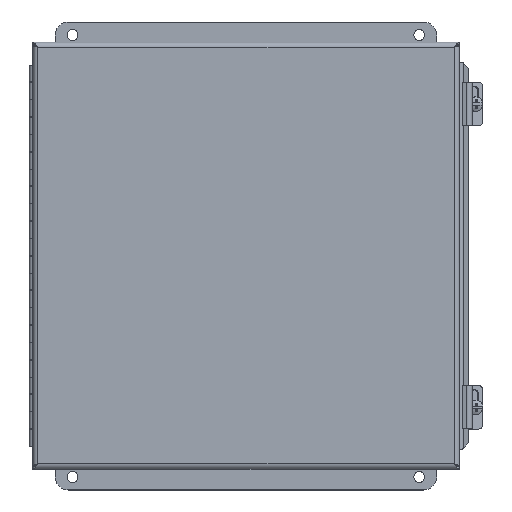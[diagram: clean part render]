
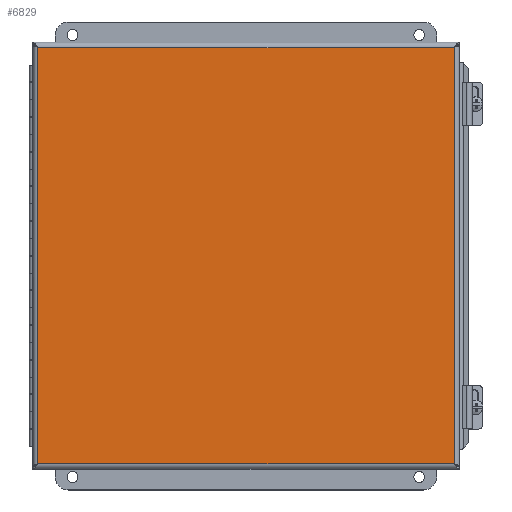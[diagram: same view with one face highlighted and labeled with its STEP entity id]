
A CAD part, top view. The second image highlights one B-rep face of the part: STEP entity #6829.
In plain terms, the highlighted face is planar.
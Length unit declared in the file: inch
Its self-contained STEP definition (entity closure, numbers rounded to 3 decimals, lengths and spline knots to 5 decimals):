
#660=PLANE('',#7526);
#970=FACE_OUTER_BOUND('',#1390,.T.);
#1390=EDGE_LOOP('',(#5577,#5578,#5579,#5580));
#2024=LINE('',#11535,#2634);
#2050=LINE('',#11770,#2660);
#2070=LINE('',#11868,#2680);
#2071=LINE('',#11871,#2681);
#2634=VECTOR('',#8851,0.3937);
#2660=VECTOR('',#8903,0.3937);
#2680=VECTOR('',#8963,0.3937);
#2681=VECTOR('',#8968,0.3937);
#3141=VERTEX_POINT('',#11315);
#3164=VERTEX_POINT('',#11447);
#3171=VERTEX_POINT('',#11534);
#3175=VERTEX_POINT('',#11671);
#3960=EDGE_CURVE('',#3171,#3164,#2024,.T.);
#3998=EDGE_CURVE('',#3141,#3175,#2050,.T.);
#4025=EDGE_CURVE('',#3164,#3141,#2070,.T.);
#4026=EDGE_CURVE('',#3175,#3171,#2071,.T.);
#5577=ORIENTED_EDGE('',*,*,#3960,.T.);
#5578=ORIENTED_EDGE('',*,*,#4025,.T.);
#5579=ORIENTED_EDGE('',*,*,#3998,.T.);
#5580=ORIENTED_EDGE('',*,*,#4026,.T.);
#6829=ADVANCED_FACE('',(#970),#660,.F.);
#7526=AXIS2_PLACEMENT_3D('',#11872,#8969,#8970);
#8851=DIRECTION('',(0.,-1.,0.));
#8903=DIRECTION('',(0.,1.,0.));
#8963=DIRECTION('',(-1.,0.,0.));
#8968=DIRECTION('',(1.,0.,0.));
#8969=DIRECTION('center_axis',(0.,0.,1.));
#8970=DIRECTION('ref_axis',(1.,0.,0.));
#11315=CARTESIAN_POINT('',(0.15275,0.15275,0.));
#11447=CARTESIAN_POINT('',(12.15725,0.15275,0.));
#11534=CARTESIAN_POINT('',(12.15725,12.15975,0.));
#11535=CARTESIAN_POINT('',(12.15725,9.158,0.));
#11671=CARTESIAN_POINT('',(0.15275,12.15975,0.));
#11770=CARTESIAN_POINT('',(0.15275,3.1545,0.));
#11868=CARTESIAN_POINT('',(9.15613,0.15275,0.));
#11871=CARTESIAN_POINT('',(3.15388,12.15975,0.));
#11872=CARTESIAN_POINT('Origin',(6.155,6.15625,0.));
